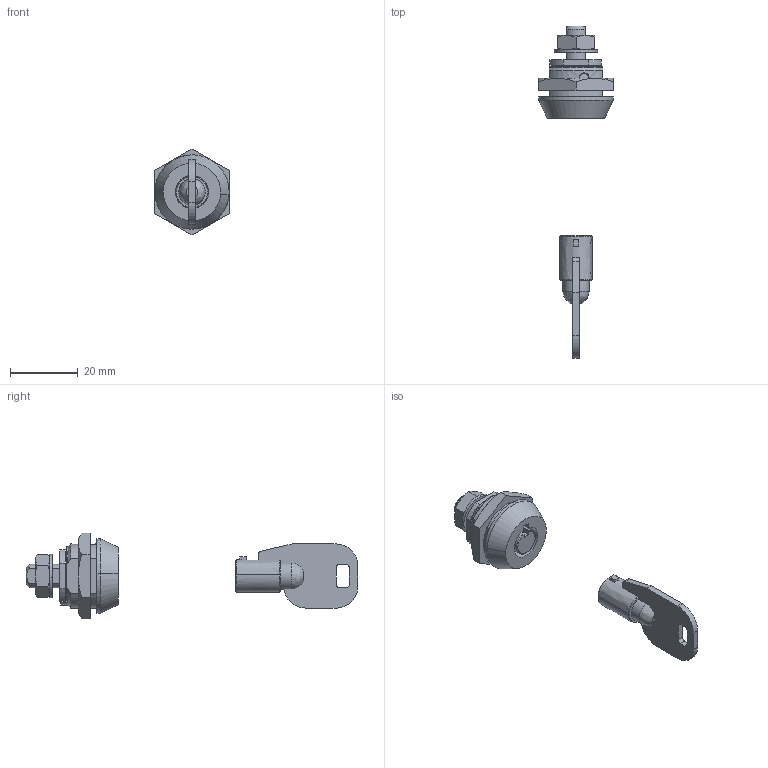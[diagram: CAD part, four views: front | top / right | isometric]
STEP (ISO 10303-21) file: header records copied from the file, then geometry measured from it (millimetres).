
FILE_DESCRIPTION((''),'2;1');
FILE_NAME('','2007-04-06T14:24:54',(''),(''),'','CADfix','');
FILE_SCHEMA(('AUTOMOTIVE_DESIGN { 1 0 10303 214 1 1 1 1 }'));
Length unit declared in the file: millimetre
Bounding box: 22 x 98.29 x 25.4 mm (x, y, z)
Volume: 6829.4 mm3; surface area: 5623.8 mm2
Topology: 4 solids, 4 shells, 146 faces, 403 edges, 278 vertices
Faces by surface type: bspline 146
Entity records: 5552 total; most frequent: CARTESIAN_POINT 3205, ORIENTED_EDGE 806, EDGE_CURVE 403, VERTEX_POINT 278, QUASI_UNIFORM_CURVE 175, EDGE_LOOP 165, FACE_OUTER_BOUND 146, ADVANCED_FACE 146
